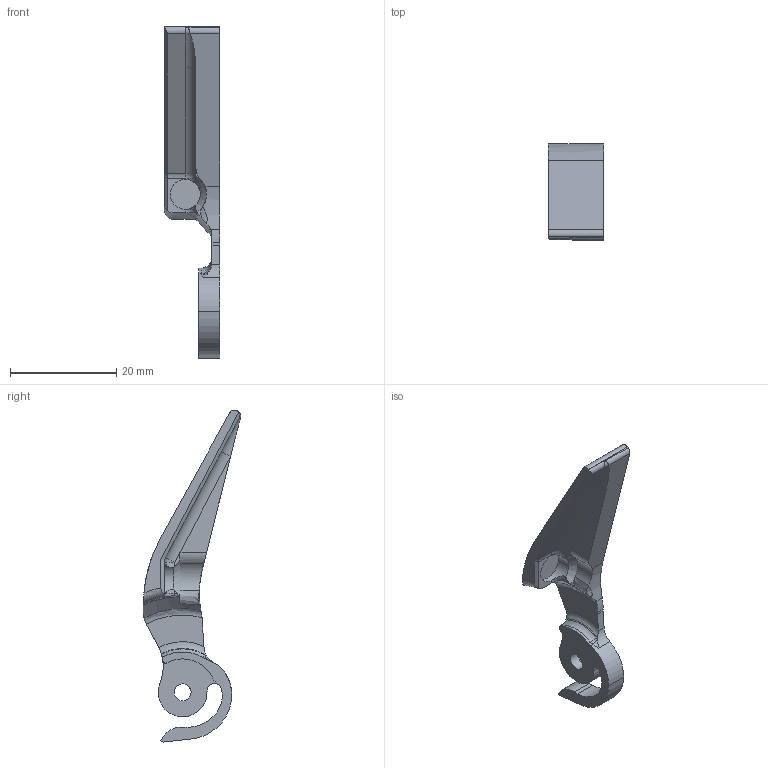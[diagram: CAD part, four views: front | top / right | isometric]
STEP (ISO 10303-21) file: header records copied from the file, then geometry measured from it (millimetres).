
FILE_DESCRIPTION(/* description */ ('','CAx-IF Rec.Pracs.---Representation and Presentation of Product Manufacturing Information (PMI)---4.0---2014-10-13'),/* implementation_level */ '2;1');
FILE_NAME(/* name */ '',/* time_stamp */ '2020-01-07T13:19:29-05:00',/* author */ (''),/* organization */ (''),/* preprocessor_version */ 'ST-DEVELOPER v18',/* originating_system */ '',/* authorisation */ '');
FILE_SCHEMA (('AP242_MANAGED_MODEL_BASED_3D_ENGINEERING_MIM_LF { 1 0 10303 442 1 1 4 }'));
Length unit declared in the file: inch
Products named in the file (1): Actuator Arm
Bounding box: 10.5 x 18.34 x 62.56 mm (x, y, z)
Volume: 2347.9 mm3; surface area: 2189.7 mm2
Topology: 1 solids, 1 shells, 73 faces, 209 edges, 138 vertices
Faces by surface type: cylinder 34, plane 23, torus 6, bspline 5, cone 4, sphere 1
Full cylindrical faces by diameter (mm): 3.2 x1, 5.65 x1
Entity records: 2887 total; most frequent: CARTESIAN_POINT 810, ORIENTED_EDGE 418, DIRECTION 408, EDGE_CURVE 209, AXIS2_PLACEMENT_3D 165, VERTEX_POINT 138, LINE 78, VECTOR 78
